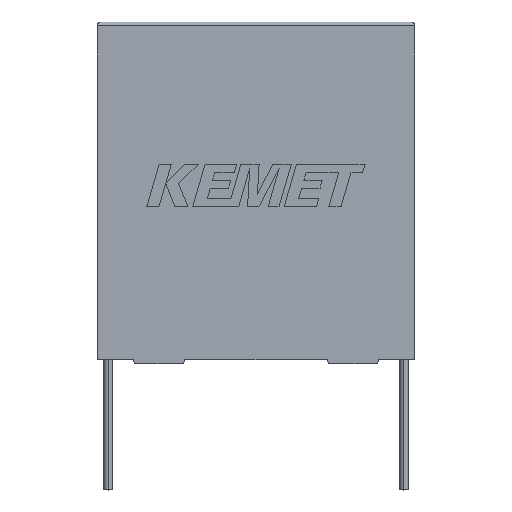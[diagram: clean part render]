
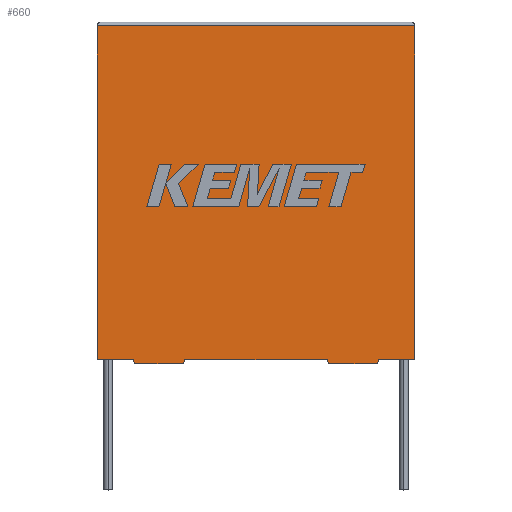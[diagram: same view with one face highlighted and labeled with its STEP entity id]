
A CAD part, top view. The second image highlights one B-rep face of the part: STEP entity #660.
In plain terms, the highlighted planar face has unit normal (0, 0, 1).
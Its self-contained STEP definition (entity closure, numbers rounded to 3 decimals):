
#14 = VECTOR ( 'NONE', #734, 1000. ) ;
#30 = EDGE_CURVE ( 'NONE', #2967, #1173, #1330, .T. ) ;
#121 = LINE ( 'NONE', #1649, #2061 ) ;
#138 = EDGE_CURVE ( 'NONE', #362, #1796, #2726, .T. ) ;
#140 = DIRECTION ( 'NONE',  ( 1., 0., 0. ) ) ;
#180 = CARTESIAN_POINT ( 'NONE',  ( 0., 0., 23.3 ) ) ;
#181 = DIRECTION ( 'NONE',  ( -0.287, 0.958, 0. ) ) ;
#194 = VECTOR ( 'NONE', #1958, 1000. ) ;
#226 = EDGE_CURVE ( 'NONE', #1284, #1641, #2853, .T. ) ;
#239 = DIRECTION ( 'NONE',  ( -0.287, -0.958, 0. ) ) ;
#322 = ORIENTED_EDGE ( 'NONE', *, *, #30, .T. ) ;
#331 = DIRECTION ( 'NONE',  ( 1., 0., 0. ) ) ;
#362 = VERTEX_POINT ( 'NONE', #1237 ) ;
#368 = VECTOR ( 'NONE', #1742, 1000. ) ;
#377 = EDGE_CURVE ( 'NONE', #1682, #2059, #2864, .T. ) ;
#457 = CARTESIAN_POINT ( 'NONE',  ( 40.3, 42.3, 23.3 ) ) ;
#480 = VECTOR ( 'NONE', #618, 1000. ) ;
#515 = CARTESIAN_POINT ( 'NONE',  ( 4.774, -0.5, 23.3 ) ) ;
#560 = VECTOR ( 'NONE', #239, 1000. ) ;
#618 = DIRECTION ( 'NONE',  ( 0.287, 0.958, 0. ) ) ;
#660 = ADVANCED_FACE ( 'NONE', ( #1698 ), #2438, .F. ) ;
#679 = LINE ( 'NONE', #3237, #14 ) ;
#696 = ORIENTED_EDGE ( 'NONE', *, *, #2321, .T. ) ;
#714 = EDGE_CURVE ( 'NONE', #2059, #2967, #3218, .T. ) ;
#732 = CARTESIAN_POINT ( 'NONE',  ( 4.774, -0.5, 23.3 ) ) ;
#734 = DIRECTION ( 'NONE',  ( 0., 1., 0. ) ) ;
#745 = CARTESIAN_POINT ( 'NONE',  ( 29.36, -0.5, 23.3 ) ) ;
#768 = VECTOR ( 'NONE', #2616, 1000. ) ;
#919 = ORIENTED_EDGE ( 'NONE', *, *, #1672, .T. ) ;
#937 = VECTOR ( 'NONE', #1886, 1000. ) ;
#1038 = CARTESIAN_POINT ( 'NONE',  ( 35.676, 0., 23.3 ) ) ;
#1070 = ORIENTED_EDGE ( 'NONE', *, *, #138, .F. ) ;
#1071 = CARTESIAN_POINT ( 'NONE',  ( 0., 0., 23.3 ) ) ;
#1166 = CARTESIAN_POINT ( 'NONE',  ( 29.21, 0., 23.3 ) ) ;
#1173 = VERTEX_POINT ( 'NONE', #1166 ) ;
#1181 = EDGE_CURVE ( 'NONE', #1479, #3038, #2278, .T. ) ;
#1237 = CARTESIAN_POINT ( 'NONE',  ( 35.526, -0.5, 23.3 ) ) ;
#1250 = ORIENTED_EDGE ( 'NONE', *, *, #714, .T. ) ;
#1272 = LINE ( 'NONE', #2350, #3173 ) ;
#1273 = DIRECTION ( 'NONE',  ( 1., 0., 0. ) ) ;
#1284 = VERTEX_POINT ( 'NONE', #1885 ) ;
#1285 = LINE ( 'NONE', #3240, #560 ) ;
#1309 = CARTESIAN_POINT ( 'NONE',  ( 0., 0., 23.3 ) ) ;
#1324 = LINE ( 'NONE', #1413, #1478 ) ;
#1330 = LINE ( 'NONE', #1071, #768 ) ;
#1343 = VERTEX_POINT ( 'NONE', #457 ) ;
#1399 = VERTEX_POINT ( 'NONE', #2249 ) ;
#1410 = CARTESIAN_POINT ( 'NONE',  ( 10.94, -0.5, 23.3 ) ) ;
#1413 = CARTESIAN_POINT ( 'NONE',  ( 4.624, 0., 23.3 ) ) ;
#1416 = ORIENTED_EDGE ( 'NONE', *, *, #1887, .F. ) ;
#1453 = ORIENTED_EDGE ( 'NONE', *, *, #3185, .T. ) ;
#1478 = VECTOR ( 'NONE', #2201, 1000. ) ;
#1479 = VERTEX_POINT ( 'NONE', #1038 ) ;
#1553 = VECTOR ( 'NONE', #140, 1000. ) ;
#1627 = CARTESIAN_POINT ( 'NONE',  ( 0., 0., 23.3 ) ) ;
#1641 = VERTEX_POINT ( 'NONE', #1309 ) ;
#1648 = CARTESIAN_POINT ( 'NONE',  ( 35.526, -0.5, 23.3 ) ) ;
#1649 = CARTESIAN_POINT ( 'NONE',  ( 29.36, -0.5, 23.3 ) ) ;
#1665 = CARTESIAN_POINT ( 'NONE',  ( 0., 0., 23.3 ) ) ;
#1672 = EDGE_CURVE ( 'NONE', #1343, #1284, #2069, .T. ) ;
#1682 = VERTEX_POINT ( 'NONE', #515 ) ;
#1698 = FACE_OUTER_BOUND ( 'NONE', #2815, .T. ) ;
#1742 = DIRECTION ( 'NONE',  ( -1., 0., 0. ) ) ;
#1796 = VERTEX_POINT ( 'NONE', #745 ) ;
#1841 = VECTOR ( 'NONE', #1273, 1000. ) ;
#1871 = DIRECTION ( 'NONE',  ( 0., 0., -1. ) ) ;
#1885 = CARTESIAN_POINT ( 'NONE',  ( 0., 42.3, 23.3 ) ) ;
#1886 = DIRECTION ( 'NONE',  ( -1., 0., 0. ) ) ;
#1887 = EDGE_CURVE ( 'NONE', #1479, #362, #1285, .T. ) ;
#1958 = DIRECTION ( 'NONE',  ( 0., -1., 0. ) ) ;
#1959 = EDGE_CURVE ( 'NONE', #1796, #1173, #121, .T. ) ;
#1970 = AXIS2_PLACEMENT_3D ( 'NONE', #1665, #1871, #2177 ) ;
#2025 = ORIENTED_EDGE ( 'NONE', *, *, #1959, .F. ) ;
#2059 = VERTEX_POINT ( 'NONE', #3195 ) ;
#2061 = VECTOR ( 'NONE', #181, 1000. ) ;
#2069 = LINE ( 'NONE', #2508, #368 ) ;
#2160 = ORIENTED_EDGE ( 'NONE', *, *, #2898, .T. ) ;
#2177 = DIRECTION ( 'NONE',  ( -1., 0., 0. ) ) ;
#2201 = DIRECTION ( 'NONE',  ( 0.287, -0.958, 0. ) ) ;
#2228 = CARTESIAN_POINT ( 'NONE',  ( 11.09, 0., 23.3 ) ) ;
#2249 = CARTESIAN_POINT ( 'NONE',  ( 4.624, 0., 23.3 ) ) ;
#2278 = LINE ( 'NONE', #1627, #1553 ) ;
#2321 = EDGE_CURVE ( 'NONE', #1641, #1399, #1272, .T. ) ;
#2350 = CARTESIAN_POINT ( 'NONE',  ( 0., 0., 23.3 ) ) ;
#2438 = PLANE ( 'NONE',  #1970 ) ;
#2508 = CARTESIAN_POINT ( 'NONE',  ( 0., 42.3, 23.3 ) ) ;
#2616 = DIRECTION ( 'NONE',  ( 1., 0., 0. ) ) ;
#2620 = ORIENTED_EDGE ( 'NONE', *, *, #226, .T. ) ;
#2681 = ORIENTED_EDGE ( 'NONE', *, *, #377, .T. ) ;
#2726 = LINE ( 'NONE', #1648, #937 ) ;
#2815 = EDGE_LOOP ( 'NONE', ( #2160, #919, #2620, #696, #1453, #2681, #1250, #322, #2025, #1070, #1416, #3115 ) ) ;
#2853 = LINE ( 'NONE', #180, #194 ) ;
#2864 = LINE ( 'NONE', #732, #1841 ) ;
#2898 = EDGE_CURVE ( 'NONE', #3038, #1343, #679, .T. ) ;
#2967 = VERTEX_POINT ( 'NONE', #2228 ) ;
#3038 = VERTEX_POINT ( 'NONE', #3200 ) ;
#3115 = ORIENTED_EDGE ( 'NONE', *, *, #1181, .T. ) ;
#3173 = VECTOR ( 'NONE', #331, 1000. ) ;
#3185 = EDGE_CURVE ( 'NONE', #1399, #1682, #1324, .T. ) ;
#3195 = CARTESIAN_POINT ( 'NONE',  ( 10.94, -0.5, 23.3 ) ) ;
#3200 = CARTESIAN_POINT ( 'NONE',  ( 40.3, 0., 23.3 ) ) ;
#3218 = LINE ( 'NONE', #1410, #480 ) ;
#3237 = CARTESIAN_POINT ( 'NONE',  ( 40.3, 0., 23.3 ) ) ;
#3240 = CARTESIAN_POINT ( 'NONE',  ( 35.676, 0., 23.3 ) ) ;
